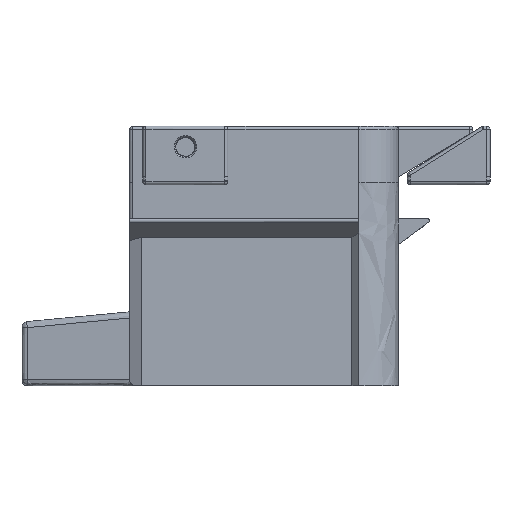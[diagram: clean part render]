
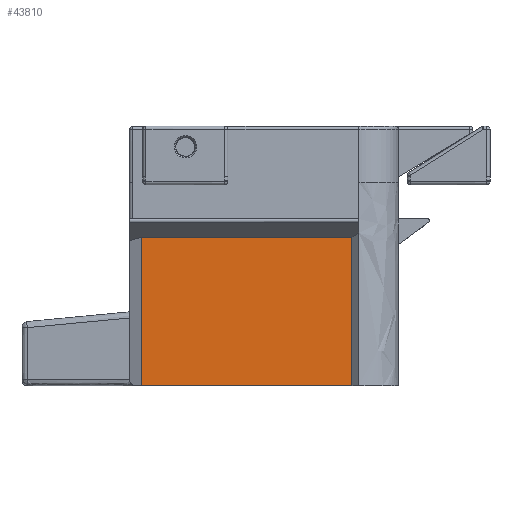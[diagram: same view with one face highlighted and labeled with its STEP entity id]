
A CAD part, front view. The second image highlights one B-rep face of the part: STEP entity #43810.
In plain terms, the highlighted free-form (B-spline) face has degree [1, 1] with [2, 2] control points.
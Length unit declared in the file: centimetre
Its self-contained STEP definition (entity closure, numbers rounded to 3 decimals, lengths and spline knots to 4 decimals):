
#42700 = CARTESIAN_POINT ('', (206.6306, -198.6, -17.5));
#42710 = VERTEX_POINT ('', #42700);
#42790 = CARTESIAN_POINT ('', (172., -198.6, -17.5));
#42800 = VERTEX_POINT ('', #42790);
#42810 = CARTESIAN_POINT ('', (206.6306, -198.6, -17.5));
#42820 = CARTESIAN_POINT ('', (172., -198.6, -17.5));
#42830 = B_SPLINE_CURVE_WITH_KNOTS ('', 1, (#42810, #42820), .UNSPECIFIED., .F., .U., (2, 2), (0.0205, 0.6518), .UNSPECIFIED.);
#42840 = EDGE_CURVE ('', #42710, #42800, #42830, .T.);
#43360 = CARTESIAN_POINT ('', (206.6306, -198.6, 7.));
#43370 = VERTEX_POINT ('', #43360);
#43450 = CARTESIAN_POINT ('', (206.6306, -198.6, 7.));
#43460 = CARTESIAN_POINT ('', (206.6306, -198.6, -17.5));
#43470 = B_SPLINE_CURVE_WITH_KNOTS ('', 1, (#43450, #43460), .UNSPECIFIED., .F., .U., (2, 2), (0.2677, 0.75), .UNSPECIFIED.);
#43480 = EDGE_CURVE ('', #43370, #42710, #43470, .T.);
#43600 = CARTESIAN_POINT ('', (172., -198.6, 7.));
#43610 = VERTEX_POINT ('', #43600);
#43620 = CARTESIAN_POINT ('', (172., -198.6, 7.));
#43630 = CARTESIAN_POINT ('', (172., -198.6, -17.5));
#43640 = B_SPLINE_CURVE_WITH_KNOTS ('', 1, (#43620, #43630), .UNSPECIFIED., .F., .U., (2, 2), (0.25, 0.75), .UNSPECIFIED.);
#43650 = EDGE_CURVE ('', #43610, #42800, #43640, .T.);
#43660 = ORIENTED_EDGE ('', *, *, #43650, .T.);
#43670 = ORIENTED_EDGE ('', *, *, #42840, .F.);
#43680 = ORIENTED_EDGE ('', *, *, #43480, .F.);
#43690 = CARTESIAN_POINT ('', (172., -198.6, 7.));
#43700 = CARTESIAN_POINT ('', (206.6306, -198.6, 7.));
#43710 = B_SPLINE_CURVE_WITH_KNOTS ('', 1, (#43690, #43700), .UNSPECIFIED., .F., .U., (2, 2), (0.053, 0.9702), .UNSPECIFIED.);
#43720 = EDGE_CURVE ('', #43610, #43370, #43710, .T.);
#43730 = ORIENTED_EDGE ('', *, *, #43720, .F.);
#43740 = EDGE_LOOP ('', (#43660, #43670, #43680, #43730));
#43750 = FACE_OUTER_BOUND ('', #43740, .T.);
#43760 = CARTESIAN_POINT ('', (152.8963, -198.6, 7.9));
#43770 = CARTESIAN_POINT ('', (207.7561, -198.6, 7.9));
#43780 = CARTESIAN_POINT ('', (152.8963, -198.6, -21.5));
#43790 = CARTESIAN_POINT ('', (207.7561, -198.6, -21.5));
#43800 = B_SPLINE_SURFACE_WITH_KNOTS ('', 1, 1, ((#43760, #43770), (#43780, #43790)), .UNSPECIFIED., .F., .F., .U., (2, 2), (2, 2), (17.7, 28.2), (0., 1.), .UNSPECIFIED.);
#43810 = ADVANCED_FACE ('', (#43750), #43800, .T.);
